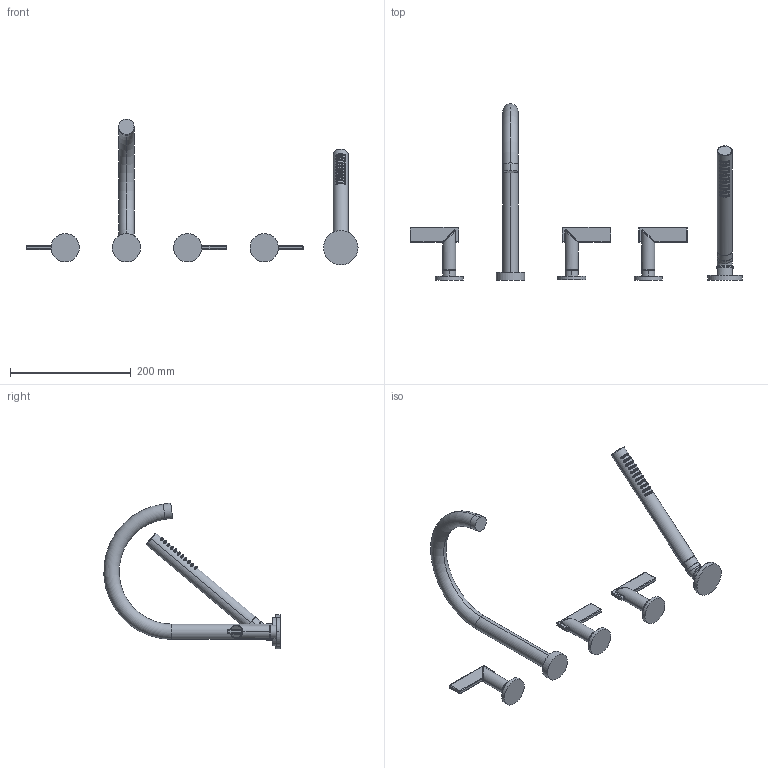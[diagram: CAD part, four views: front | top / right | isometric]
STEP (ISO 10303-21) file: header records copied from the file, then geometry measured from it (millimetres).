
FILE_DESCRIPTION((''),'2;1');
FILE_NAME('3-2487','2021-03-18T15:54:00',('jinson.thomas'),(''),'CREO PARAMETRIC BY PTC INC, 2018400','CREO PARAMETRIC BY PTC INC, 2018400','');
FILE_SCHEMA(('CONFIG_CONTROL_DESIGN'));
Length unit declared in the file: inch
Products named in the file (1): 3-2487
Bounding box: 550.8 x 292.21 x 242.19 mm (x, y, z)
Volume: 558773.8 mm3; surface area: 114067.9 mm2
Topology: 5 solids, 5 shells, 984 faces, 2138 edges, 1266 vertices
Faces by surface type: bspline 572, cylinder 298, plane 56, torus 34, sphere 24
Entity records: 87956 total; most frequent: CARTESIAN_POINT 70493, ORIENTED_EDGE 4276, DIRECTION 2256, EDGE_CURVE 2138, VERTEX_POINT 1266, B_SPLINE_CURVE_WITH_KNOTS 1137, EDGE_LOOP 1086, FACE_OUTER_BOUND 984
